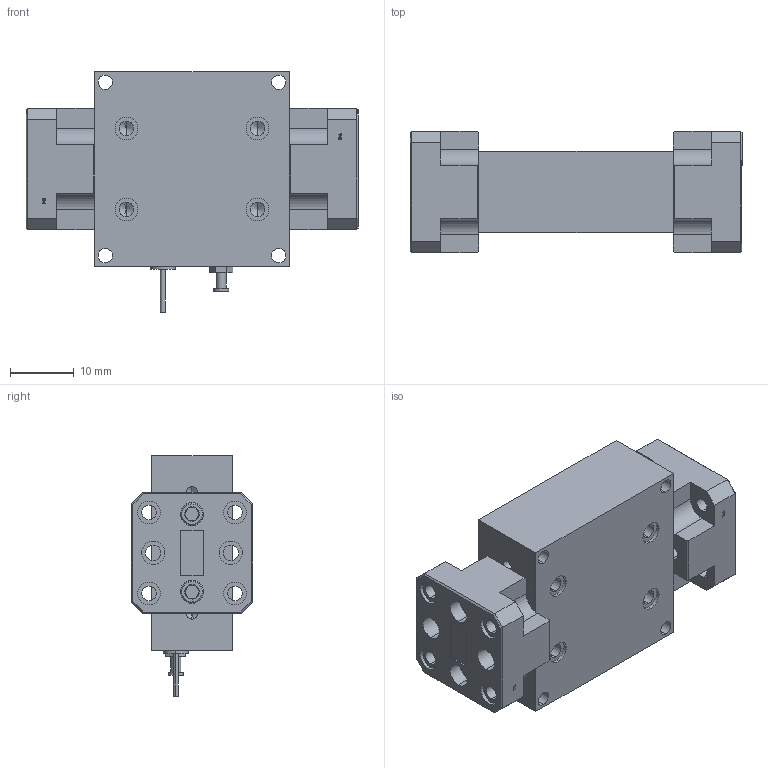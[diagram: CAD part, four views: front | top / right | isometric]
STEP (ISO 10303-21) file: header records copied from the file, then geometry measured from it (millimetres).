
FILE_DESCRIPTION (( 'STEP AP203' ), '1' );
FILE_NAME ('SBL-3333733030-2828-E1.STEP', '2020-01-17T01:20:55', ( '' ), ( '' ), 'SwSTEP 2.0', 'SolidWorks 2016', '' );
FILE_SCHEMA (( 'CONFIG_CONTROL_DESIGN' ));
Length unit declared in the file: inch
Products named in the file (1): SBL-3333733030-2828-E1
Bounding box: 52.07 x 19.05 x 37.72 mm (x, y, z)
Volume: 16908.8 mm3; surface area: 11070 mm2
Topology: 14 solids, 22 shells, 716 faces, 1723 edges, 1054 vertices
Faces by surface type: plane 312, cylinder 248, cone 154, bspline 2
Entity records: 21049 total; most frequent: CARTESIAN_POINT 4495, DIRECTION 3500, ORIENTED_EDGE 3302, EDGE_CURVE 1651, AXIS2_PLACEMENT_3D 1288, VERTEX_POINT 1054, LINE 924, VECTOR 924
